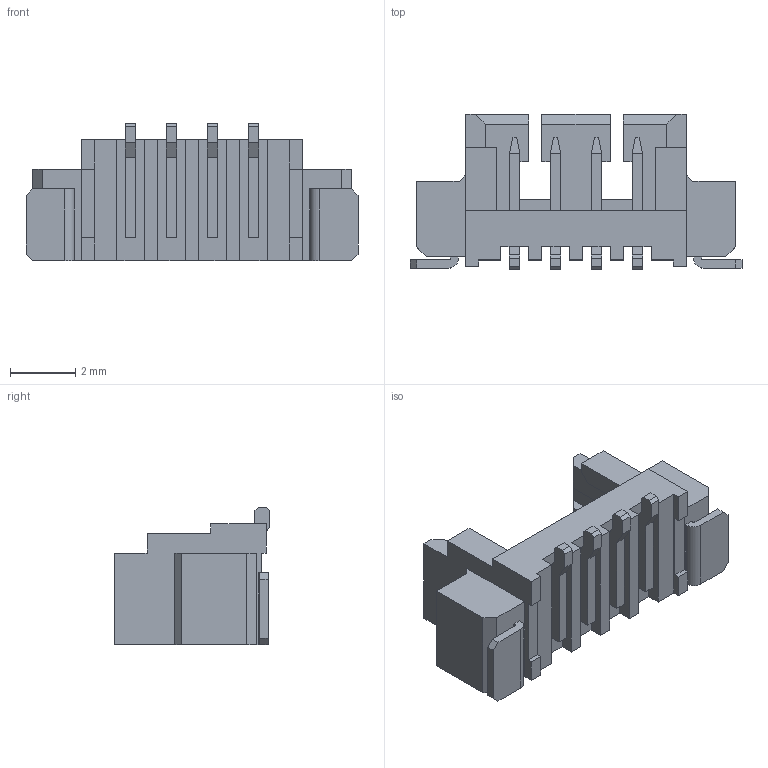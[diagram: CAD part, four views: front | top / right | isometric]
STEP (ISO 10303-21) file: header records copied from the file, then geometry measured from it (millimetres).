
FILE_DESCRIPTION (( 'STEP AP214' ), '1' );
FILE_NAME ('PicoBlade_53398-0471.step', '2019-02-13T08:43:36', ( '' ), ( '' ), 'SwSTEP 2.0', 'SolidWorks 2018', '' );
FILE_SCHEMA (( 'AUTOMOTIVE_DESIGN' ));
Length unit declared in the file: millimetre
Products named in the file (1): PicoBlade_53398-0471
Bounding box: 10.15 x 4.75 x 4.2 mm (x, y, z)
Volume: 68.4 mm3; surface area: 275 mm2
Topology: 1 solids, 3 shells, 266 faces, 695 edges, 448 vertices
Faces by surface type: plane 258, cylinder 8
Entity records: 9255 total; most frequent: CARTESIAN_POINT 1422, ORIENTED_EDGE 1390, DIRECTION 1239, EDGE_CURVE 695, VECTOR 677, LINE 677, VERTEX_POINT 448, AXIS2_PLACEMENT_3D 281
